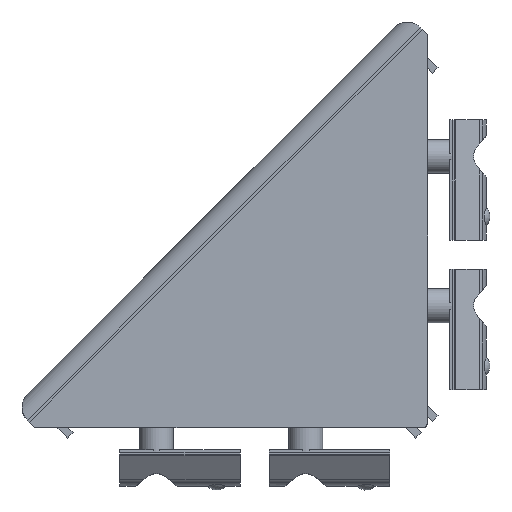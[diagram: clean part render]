
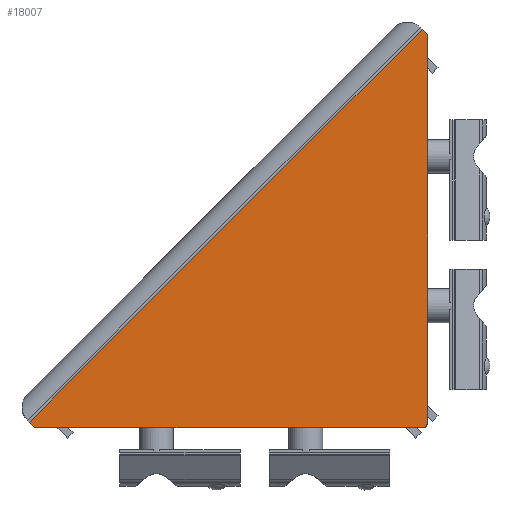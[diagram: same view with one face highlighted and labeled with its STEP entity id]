
A CAD part, top view. The second image highlights one B-rep face of the part: STEP entity #18007.
In plain terms, the highlighted planar face has unit normal (0, 0, 1).
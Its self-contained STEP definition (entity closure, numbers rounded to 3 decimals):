
#9434=CIRCLE('',#17151,1.);
#9622=ORIENTED_EDGE('',*,*,#13504,.F.);
#9623=ORIENTED_EDGE('',*,*,#13475,.F.);
#9624=ORIENTED_EDGE('',*,*,#13507,.F.);
#9625=ORIENTED_EDGE('',*,*,#13508,.F.);
#9626=ORIENTED_EDGE('',*,*,#13509,.F.);
#9627=ORIENTED_EDGE('',*,*,#13510,.F.);
#11411=VECTOR('',#15302,1.);
#11440=VECTOR('',#15333,1.);
#11443=VECTOR('',#15340,1.);
#11444=VECTOR('',#15341,1.);
#11445=VECTOR('',#15342,1.);
#12134=LINE('',#18420,#11411);
#12163=LINE('',#18479,#11440);
#12166=LINE('',#18487,#11443);
#12167=LINE('',#18489,#11444);
#12168=LINE('',#18490,#11445);
#12851=VERTEX_POINT('',#18406);
#12857=VERTEX_POINT('',#18418);
#12886=VERTEX_POINT('',#18478);
#12888=VERTEX_POINT('',#18484);
#12889=VERTEX_POINT('',#18486);
#12890=VERTEX_POINT('',#18488);
#13475=EDGE_CURVE('',#12857,#12851,#12134,.T.);
#13504=EDGE_CURVE('',#12851,#12886,#12163,.T.);
#13507=EDGE_CURVE('',#12888,#12857,#9434,.T.);
#13508=EDGE_CURVE('',#12889,#12888,#12166,.T.);
#13509=EDGE_CURVE('',#12890,#12889,#12167,.T.);
#13510=EDGE_CURVE('',#12886,#12890,#12168,.T.);
#14388=EDGE_LOOP('',(#9622,#9623,#9624,#9625,#9626,#9627));
#14843=FACE_BOUND('',#14388,.T.);
#15302=DIRECTION('',(-73.953,0.,0.));
#15333=DIRECTION('',(-1.047,1.047,0.));
#15336=DIRECTION('',(0.,0.,1.));
#15337=DIRECTION('',(0.,-1.,0.));
#15338=DIRECTION('',(0.,0.,-1.));
#15339=DIRECTION('',(1.,0.,0.));
#15340=DIRECTION('',(0.,-73.953,0.));
#15341=DIRECTION('',(1.047,-1.047,0.));
#15342=DIRECTION('',(74.953,74.953,0.));
#17150=AXIS2_PLACEMENT_3D('',#18483,#15336,#15337);
#17151=AXIS2_PLACEMENT_3D('',#18485,#15338,#15339);
#17716=PLANE('',#17150);
#18007=ADVANCED_FACE('',(#14843),#17716,.T.);
#18406=CARTESIAN_POINT('',(-74.953,0.,19.));
#18418=CARTESIAN_POINT('',(-1.,0.,19.));
#18420=CARTESIAN_POINT('',(-1.,0.,19.));
#18478=CARTESIAN_POINT('',(-76.,1.047,19.));
#18479=CARTESIAN_POINT('',(-74.953,0.,19.));
#18483=CARTESIAN_POINT('',(0.,0.,19.));
#18484=CARTESIAN_POINT('',(0.,1.,19.));
#18485=CARTESIAN_POINT('',(-1.,1.,19.));
#18486=CARTESIAN_POINT('',(0.,74.953,19.));
#18487=CARTESIAN_POINT('',(0.,74.953,19.));
#18488=CARTESIAN_POINT('',(-1.047,76.,19.));
#18489=CARTESIAN_POINT('',(-1.047,76.,19.));
#18490=CARTESIAN_POINT('',(-76.,1.047,19.));
